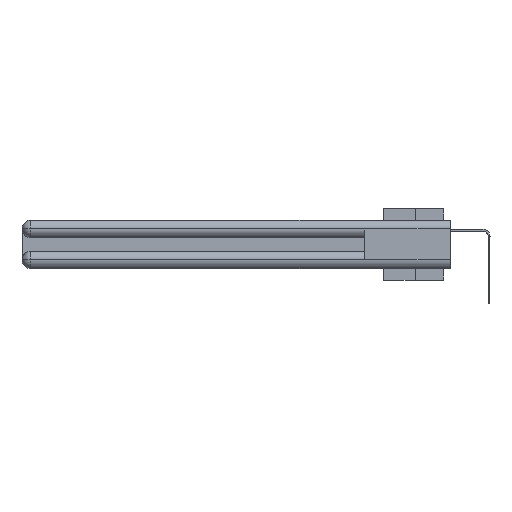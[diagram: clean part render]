
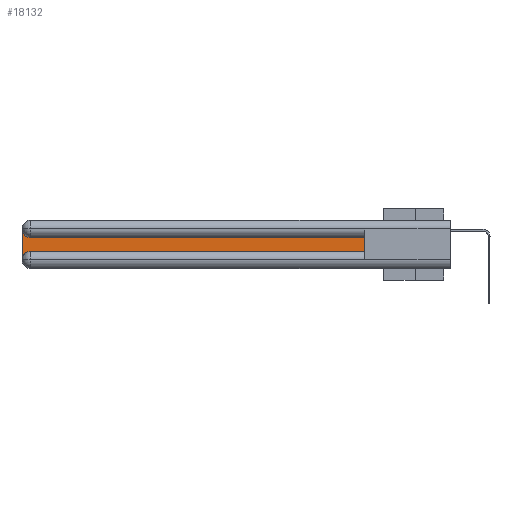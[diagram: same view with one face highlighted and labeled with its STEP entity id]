
A CAD part, left-side view. The second image highlights one B-rep face of the part: STEP entity #18132.
In plain terms, the highlighted planar face has unit normal (-1, 0, 0).
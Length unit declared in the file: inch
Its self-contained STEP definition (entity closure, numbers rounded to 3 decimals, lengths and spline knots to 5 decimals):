
#831 = VERTEX_POINT ( 'NONE', #7805 ) ;
#967 = CARTESIAN_POINT ( 'NONE',  ( 0.075, 3., -0.0625 ) ) ;
#1017 = VECTOR ( 'NONE', #27327, 39.37008 ) ;
#1470 = LINE ( 'NONE', #29231, #21605 ) ;
#2682 = CIRCLE ( 'NONE', #20651, 0.06 ) ;
#2950 = VERTEX_POINT ( 'NONE', #13355 ) ;
#3340 = LINE ( 'NONE', #12149, #1017 ) ;
#3586 = CARTESIAN_POINT ( 'NONE',  ( 0.075, 3., -0.2775 ) ) ;
#4211 = CIRCLE ( 'NONE', #14666, 0.06 ) ;
#4395 = PLANE ( 'NONE',  #15043 ) ;
#7805 = CARTESIAN_POINT ( 'NONE',  ( 0.075, 0.6, -0.1225 ) ) ;
#8288 = ORIENTED_EDGE ( 'NONE', *, *, #20468, .T. ) ;
#9248 = VERTEX_POINT ( 'NONE', #16133 ) ;
#9457 = DIRECTION ( 'NONE',  ( 0., 0., -1. ) ) ;
#9573 = DIRECTION ( 'NONE',  ( 1., 0., 0. ) ) ;
#9666 = EDGE_CURVE ( 'NONE', #25365, #831, #26759, .T. ) ;
#10162 = CARTESIAN_POINT ( 'NONE',  ( 0.075, 0.6, -0.2175 ) ) ;
#12149 = CARTESIAN_POINT ( 'NONE',  ( 0.075, 0.6, -0.1225 ) ) ;
#13191 = VECTOR ( 'NONE', #15353, 39.37008 ) ;
#13325 = DIRECTION ( 'NONE',  ( 1., 0., 0. ) ) ;
#13355 = CARTESIAN_POINT ( 'NONE',  ( 0.075, 2.94, -0.1225 ) ) ;
#13414 = CARTESIAN_POINT ( 'NONE',  ( 0.075, 0.6, -0.2175 ) ) ;
#14628 = DIRECTION ( 'NONE',  ( 1., 0., 0. ) ) ;
#14666 = AXIS2_PLACEMENT_3D ( 'NONE', #28172, #13325, #18308 ) ;
#14699 = VERTEX_POINT ( 'NONE', #967 ) ;
#15043 = AXIS2_PLACEMENT_3D ( 'NONE', #19326, #9573, #9457 ) ;
#15341 = ORIENTED_EDGE ( 'NONE', *, *, #18606, .T. ) ;
#15353 = DIRECTION ( 'NONE',  ( 0., 0., 1. ) ) ;
#15524 = ORIENTED_EDGE ( 'NONE', *, *, #21854, .T. ) ;
#16133 = CARTESIAN_POINT ( 'NONE',  ( 0.075, 2.94, -0.2175 ) ) ;
#17093 = DIRECTION ( 'NONE',  ( 0., -1., 0. ) ) ;
#18132 = ADVANCED_FACE ( 'NONE', ( #26365 ), #4395, .F. ) ;
#18308 = DIRECTION ( 'NONE',  ( 0., 0., -1. ) ) ;
#18606 = EDGE_CURVE ( 'NONE', #2950, #14699, #2682, .T. ) ;
#19326 = CARTESIAN_POINT ( 'NONE',  ( 0.075, 3., -0.1225 ) ) ;
#19760 = DIRECTION ( 'NONE',  ( 0., 0., -1. ) ) ;
#19855 = CARTESIAN_POINT ( 'NONE',  ( 0.075, 3., -0.2175 ) ) ;
#20468 = EDGE_CURVE ( 'NONE', #26065, #9248, #4211, .T. ) ;
#20637 = VECTOR ( 'NONE', #19760, 39.37008 ) ;
#20651 = AXIS2_PLACEMENT_3D ( 'NONE', #31976, #14628, #27116 ) ;
#20680 = EDGE_CURVE ( 'NONE', #9248, #25365, #1470, .T. ) ;
#21605 = VECTOR ( 'NONE', #17093, 39.37008 ) ;
#21854 = EDGE_CURVE ( 'NONE', #831, #2950, #3340, .T. ) ;
#24053 = ORIENTED_EDGE ( 'NONE', *, *, #26936, .T. ) ;
#25365 = VERTEX_POINT ( 'NONE', #13414 ) ;
#26065 = VERTEX_POINT ( 'NONE', #3586 ) ;
#26365 = FACE_OUTER_BOUND ( 'NONE', #31759, .T. ) ;
#26711 = ORIENTED_EDGE ( 'NONE', *, *, #20680, .T. ) ;
#26759 = LINE ( 'NONE', #10162, #13191 ) ;
#26936 = EDGE_CURVE ( 'NONE', #14699, #26065, #28028, .T. ) ;
#27116 = DIRECTION ( 'NONE',  ( 0., 0., -1. ) ) ;
#27327 = DIRECTION ( 'NONE',  ( 0., 1., 0. ) ) ;
#28028 = LINE ( 'NONE', #19855, #20637 ) ;
#28172 = CARTESIAN_POINT ( 'NONE',  ( 0.075, 2.94, -0.2775 ) ) ;
#29231 = CARTESIAN_POINT ( 'NONE',  ( 0.075, 0.6, -0.2175 ) ) ;
#31384 = ORIENTED_EDGE ( 'NONE', *, *, #9666, .T. ) ;
#31759 = EDGE_LOOP ( 'NONE', ( #15524, #15341, #24053, #8288, #26711, #31384 ) ) ;
#31976 = CARTESIAN_POINT ( 'NONE',  ( 0.075, 2.94, -0.0625 ) ) ;
